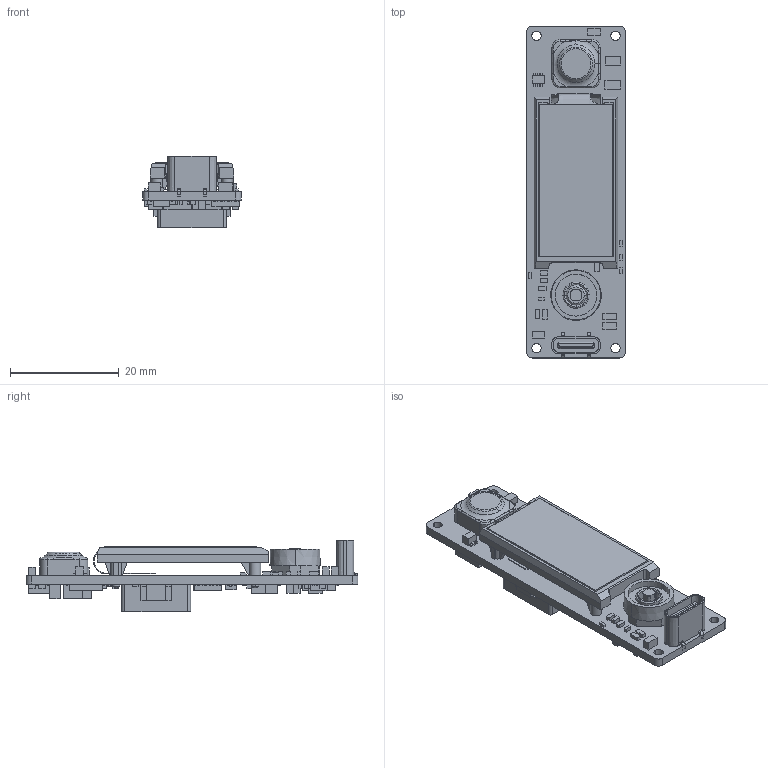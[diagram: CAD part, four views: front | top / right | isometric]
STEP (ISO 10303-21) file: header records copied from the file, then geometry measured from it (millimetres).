
FILE_DESCRIPTION((''),'2;1');
FILE_NAME('PCB','2022-07-22T15:30:24',('Administrator'),(''),'CREO PARAMETRIC BY PTC INC, 2021023','CREO PARAMETRIC BY PTC INC, 2021023','');
FILE_SCHEMA(('CONFIG_CONTROL_DESIGN','SHAPE_APPEARANCE_LAYERS_GROUPS'));
Length unit declared in the file: millimetre
Products named in the file (11): PCB; TACT_SWITCH; RUBBER_PAD; N096-1608TBBIG11; LCD_BRACKET; S600_LCD; 5_DIR_SWITCH; RUBBER_MX_UNKNOW; LOOP; TYPE_C_90_INSERT
Assembly tree (10 placements, depth 3):
  PCB
    PCB
    TACT_SWITCH
    RUBBER_PAD
    S600_LCD
      N096-1608TBBIG11
      LCD_BRACKET
    5_DIR_SWITCH
    RUBBER_MX_UNKNOW
    LOOP
    TYPE_C_90_INSERT
Bounding box: 18.1 x 61 x 13.2 mm (x, y, z)
Volume: 4840.9 mm3; surface area: 7706.6 mm2
Topology: 10 solids, 10 shells, 1192 faces, 3239 edges, 2148 vertices
Faces by surface type: plane 1004, cylinder 76, bspline 38, extrusion 34, torus 24, cone 16
Entity records: 47442 total; most frequent: CARTESIAN_POINT 8698, ORIENTED_EDGE 6478, DIRECTION 5626, EDGE_CURVE 3239, VECTOR 2768, LINE 2734, PRESENTATION_STYLE_ASSIGNMENT 2688, STYLED_ITEM 2656
